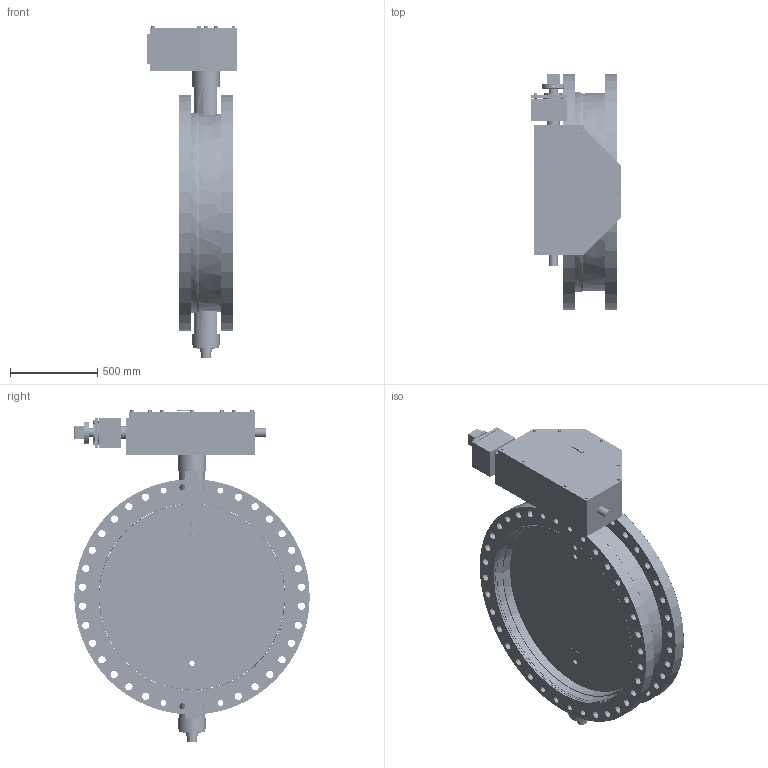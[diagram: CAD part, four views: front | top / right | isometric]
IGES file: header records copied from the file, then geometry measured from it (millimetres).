
Start section: SolidWorks IGES file using analytic representation for surfaces
Global section: file name: Class 250II FL x FL-42-Inch-NUT.igs; native system: SolidWorks 2014; preprocessor: SolidWorks 2014; author: PRINCE; date: 170426.232156; units: inch
Bounding box: 514.35 x 1346.2 x 1898.65 mm (x, y, z)
Surface area: 11594716.5 mm2 (no closed solid volume)
Topology: 0 solids, 0 shells, 2887 faces, 29140 edges, 29112 vertices
Faces by surface type: revolution 2486, bspline 401
